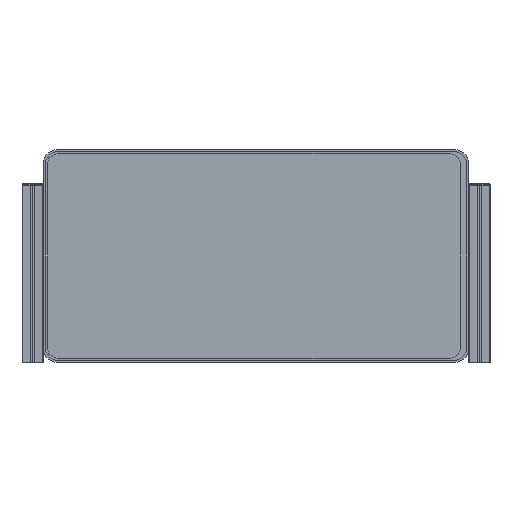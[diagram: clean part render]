
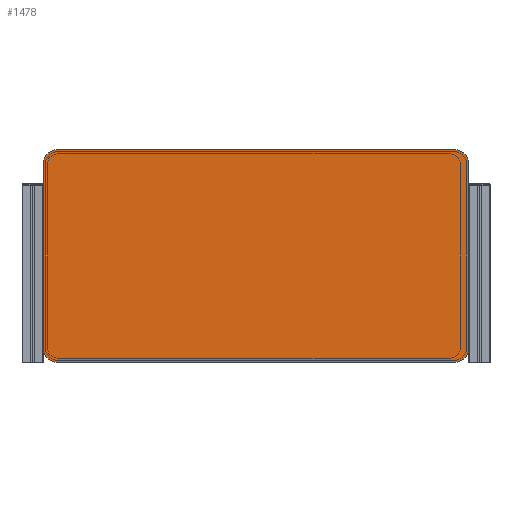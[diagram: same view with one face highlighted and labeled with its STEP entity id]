
A CAD part, front view. The second image highlights one B-rep face of the part: STEP entity #1478.
In plain terms, the highlighted planar face has unit normal (0, -1, 0).
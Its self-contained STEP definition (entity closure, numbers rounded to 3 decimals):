
#784 = VERTEX_POINT ( 'NONE', #34416 ) ;
#1153 = VERTEX_POINT ( 'NONE', #49840 ) ;
#1478 = ADVANCED_FACE ( 'NONE', ( #30596 ), #35085, .T. ) ;
#3834 = DIRECTION ( 'NONE',  ( 0., 0., 1. ) ) ;
#3903 = ORIENTED_EDGE ( 'NONE', *, *, #8315, .T. ) ;
#3933 = ORIENTED_EDGE ( 'NONE', *, *, #4194, .F. ) ;
#4194 = EDGE_CURVE ( 'NONE', #17788, #15753, #8578, .T. ) ;
#4256 = CARTESIAN_POINT ( 'NONE',  ( 183.52, -143.079, 155. ) ) ;
#7077 = CARTESIAN_POINT ( 'NONE',  ( 183.52, -143.079, -105. ) ) ;
#8315 = EDGE_CURVE ( 'NONE', #43971, #17436, #17236, .T. ) ;
#8578 = LINE ( 'NONE', #27617, #40713 ) ;
#8856 = LINE ( 'NONE', #48509, #47419 ) ;
#13248 = LINE ( 'NONE', #57868, #58084 ) ;
#13477 = DIRECTION ( 'NONE',  ( 0., -1., 0. ) ) ;
#13993 = CARTESIAN_POINT ( 'NONE',  ( -396.48, -143.079, -105. ) ) ;
#14416 = VECTOR ( 'NONE', #35571, 1000. ) ;
#15753 = VERTEX_POINT ( 'NONE', #38062 ) ;
#16321 = DIRECTION ( 'NONE',  ( 0., -1., 0. ) ) ;
#17117 = EDGE_CURVE ( 'NONE', #43971, #29837, #13248, .T. ) ;
#17236 = CIRCLE ( 'NONE', #47429, 20. ) ;
#17436 = VERTEX_POINT ( 'NONE', #50850 ) ;
#17515 = CARTESIAN_POINT ( 'NONE',  ( 183.52, -143.079, -125. ) ) ;
#17788 = VERTEX_POINT ( 'NONE', #31082 ) ;
#18965 = ORIENTED_EDGE ( 'NONE', *, *, #32088, .T. ) ;
#21963 = CARTESIAN_POINT ( 'NONE',  ( -396.48, -143.079, 155. ) ) ;
#22653 = DIRECTION ( 'NONE',  ( 0., 0., -1. ) ) ;
#25730 = CARTESIAN_POINT ( 'NONE',  ( -396.48, -143.079, -125. ) ) ;
#26416 = DIRECTION ( 'NONE',  ( 0., 0., -1. ) ) ;
#27617 = CARTESIAN_POINT ( 'NONE',  ( 203.52, -143.079, 175. ) ) ;
#29837 = VERTEX_POINT ( 'NONE', #21963 ) ;
#30278 = DIRECTION ( 'NONE',  ( 0., 0., -1. ) ) ;
#30386 = ORIENTED_EDGE ( 'NONE', *, *, #52493, .T. ) ;
#30596 = FACE_OUTER_BOUND ( 'NONE', #52176, .T. ) ;
#30757 = ORIENTED_EDGE ( 'NONE', *, *, #17117, .F. ) ;
#30989 = DIRECTION ( 'NONE',  ( 0., -1., 0. ) ) ;
#31082 = CARTESIAN_POINT ( 'NONE',  ( 203.52, -143.079, 155. ) ) ;
#31580 = CARTESIAN_POINT ( 'NONE',  ( -376.48, -143.079, 155. ) ) ;
#31815 = DIRECTION ( 'NONE',  ( 0., 0., -1. ) ) ;
#32088 = EDGE_CURVE ( 'NONE', #52061, #15753, #54171, .T. ) ;
#32191 = AXIS2_PLACEMENT_3D ( 'NONE', #25730, #53191, #30278 ) ;
#33345 = CIRCLE ( 'NONE', #40541, 20. ) ;
#34416 = CARTESIAN_POINT ( 'NONE',  ( -376.48, -143.079, 175. ) ) ;
#35085 = PLANE ( 'NONE',  #32191 ) ;
#35571 = DIRECTION ( 'NONE',  ( -1., 0., 0. ) ) ;
#36210 = DIRECTION ( 'NONE',  ( 0., -1., 0. ) ) ;
#37583 = ORIENTED_EDGE ( 'NONE', *, *, #52393, .T. ) ;
#38062 = CARTESIAN_POINT ( 'NONE',  ( 203.52, -143.079, -105. ) ) ;
#39017 = DIRECTION ( 'NONE',  ( 0., 0., -1. ) ) ;
#39107 = CIRCLE ( 'NONE', #48096, 20. ) ;
#40541 = AXIS2_PLACEMENT_3D ( 'NONE', #31580, #13477, #54474 ) ;
#40713 = VECTOR ( 'NONE', #31815, 1000. ) ;
#43971 = VERTEX_POINT ( 'NONE', #13993 ) ;
#44135 = DIRECTION ( 'NONE',  ( 1., 0., 0. ) ) ;
#44345 = LINE ( 'NONE', #53675, #14416 ) ;
#45041 = EDGE_CURVE ( 'NONE', #52061, #17436, #44345, .T. ) ;
#47419 = VECTOR ( 'NONE', #44135, 1000. ) ;
#47429 = AXIS2_PLACEMENT_3D ( 'NONE', #49525, #36210, #22653 ) ;
#47785 = AXIS2_PLACEMENT_3D ( 'NONE', #7077, #16321, #39017 ) ;
#48096 = AXIS2_PLACEMENT_3D ( 'NONE', #4256, #30989, #26416 ) ;
#48509 = CARTESIAN_POINT ( 'NONE',  ( -396.48, -143.079, 175. ) ) ;
#48748 = ORIENTED_EDGE ( 'NONE', *, *, #55272, .F. ) ;
#49525 = CARTESIAN_POINT ( 'NONE',  ( -376.48, -143.079, -105. ) ) ;
#49840 = CARTESIAN_POINT ( 'NONE',  ( 183.52, -143.079, 175. ) ) ;
#50850 = CARTESIAN_POINT ( 'NONE',  ( -376.48, -143.079, -125. ) ) ;
#52061 = VERTEX_POINT ( 'NONE', #17515 ) ;
#52176 = EDGE_LOOP ( 'NONE', ( #30757, #3903, #52192, #18965, #3933, #37583, #48748, #30386 ) ) ;
#52192 = ORIENTED_EDGE ( 'NONE', *, *, #45041, .F. ) ;
#52393 = EDGE_CURVE ( 'NONE', #17788, #1153, #39107, .T. ) ;
#52493 = EDGE_CURVE ( 'NONE', #784, #29837, #33345, .T. ) ;
#53191 = DIRECTION ( 'NONE',  ( 0., -1., 0. ) ) ;
#53675 = CARTESIAN_POINT ( 'NONE',  ( -396.48, -143.079, -125. ) ) ;
#54171 = CIRCLE ( 'NONE', #47785, 20. ) ;
#54474 = DIRECTION ( 'NONE',  ( 0., 0., -1. ) ) ;
#55272 = EDGE_CURVE ( 'NONE', #784, #1153, #8856, .T. ) ;
#57868 = CARTESIAN_POINT ( 'NONE',  ( -396.48, -143.079, 175. ) ) ;
#58084 = VECTOR ( 'NONE', #3834, 1000. ) ;
